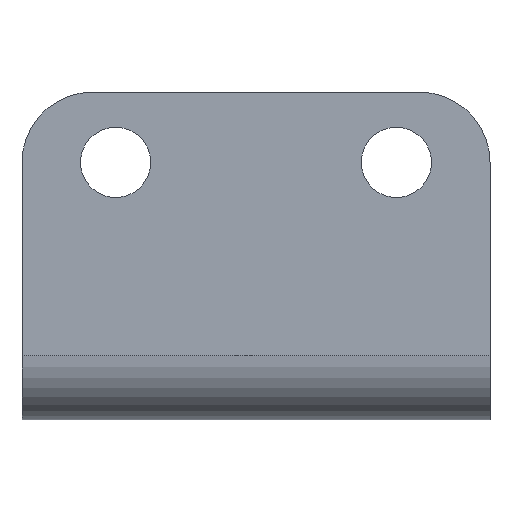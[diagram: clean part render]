
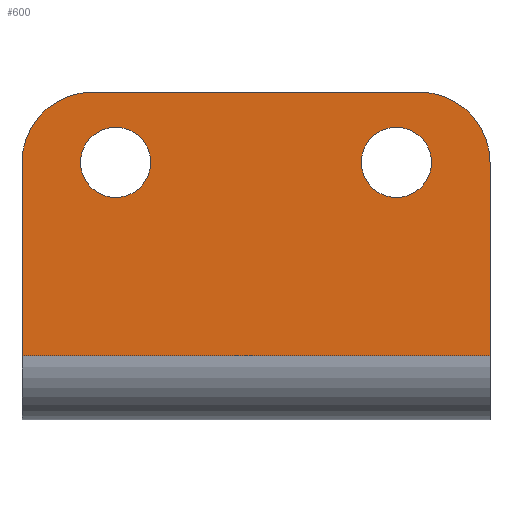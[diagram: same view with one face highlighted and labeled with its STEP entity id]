
A CAD part, front view. The second image highlights one B-rep face of the part: STEP entity #600.
In plain terms, the highlighted planar face has unit normal (0, -1, 0).
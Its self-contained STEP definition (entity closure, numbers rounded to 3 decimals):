
#22 = CARTESIAN_POINT ( 'NONE',  ( 10., -2., -11.263 ) ) ;
#25 = VECTOR ( 'NONE', #246, 1000. ) ;
#26 = EDGE_CURVE ( 'NONE', #413, #352, #329, .T. ) ;
#33 = ORIENTED_EDGE ( 'NONE', *, *, #586, .F. ) ;
#34 = ORIENTED_EDGE ( 'NONE', *, *, #65, .F. ) ;
#36 = ORIENTED_EDGE ( 'NONE', *, *, #767, .F. ) ;
#37 = EDGE_CURVE ( 'NONE', #270, #229, #581, .T. ) ;
#38 = VERTEX_POINT ( 'NONE', #135 ) ;
#39 = CIRCLE ( 'NONE', #159, 1.5 ) ;
#58 = CARTESIAN_POINT ( 'NONE',  ( 10., -2., -3. ) ) ;
#64 = ORIENTED_EDGE ( 'NONE', *, *, #394, .T. ) ;
#65 = EDGE_CURVE ( 'NONE', #352, #413, #226, .T. ) ;
#66 = LINE ( 'NONE', #616, #25 ) ;
#68 = FACE_BOUND ( 'NONE', #224, .T. ) ;
#69 = CARTESIAN_POINT ( 'NONE',  ( -10., -2., -11.263 ) ) ;
#72 = DIRECTION ( 'NONE',  ( 0., -1., 0. ) ) ;
#77 = AXIS2_PLACEMENT_3D ( 'NONE', #128, #191, #623 ) ;
#83 = LINE ( 'NONE', #632, #323 ) ;
#93 = ORIENTED_EDGE ( 'NONE', *, *, #653, .F. ) ;
#98 = AXIS2_PLACEMENT_3D ( 'NONE', #299, #432, #112 ) ;
#102 = VERTEX_POINT ( 'NONE', #257 ) ;
#112 = DIRECTION ( 'NONE',  ( 0., 0., 1. ) ) ;
#113 = DIRECTION ( 'NONE',  ( -1., 0., 0. ) ) ;
#128 = CARTESIAN_POINT ( 'NONE',  ( 6., -2., -3. ) ) ;
#133 = DIRECTION ( 'NONE',  ( 0., 0., 1. ) ) ;
#135 = CARTESIAN_POINT ( 'NONE',  ( -7., -2., 0. ) ) ;
#137 = CARTESIAN_POINT ( 'NONE',  ( 10., -2., 0. ) ) ;
#159 = AXIS2_PLACEMENT_3D ( 'NONE', #490, #361, #415 ) ;
#163 = EDGE_LOOP ( 'NONE', ( #36, #93 ) ) ;
#172 = EDGE_LOOP ( 'NONE', ( #458, #533, #64, #535, #33, #207 ) ) ;
#183 = CIRCLE ( 'NONE', #482, 1.5 ) ;
#191 = DIRECTION ( 'NONE',  ( 0., -1., 0. ) ) ;
#192 = FACE_OUTER_BOUND ( 'NONE', #172, .T. ) ;
#194 = CARTESIAN_POINT ( 'NONE',  ( 7., -2., -3. ) ) ;
#199 = EDGE_CURVE ( 'NONE', #287, #691, #278, .T. ) ;
#207 = ORIENTED_EDGE ( 'NONE', *, *, #199, .T. ) ;
#210 = DIRECTION ( 'NONE',  ( -1., 0., 0. ) ) ;
#214 = AXIS2_PLACEMENT_3D ( 'NONE', #194, #744, #133 ) ;
#224 = EDGE_LOOP ( 'NONE', ( #465, #34 ) ) ;
#226 = CIRCLE ( 'NONE', #77, 1.5 ) ;
#229 = VERTEX_POINT ( 'NONE', #69 ) ;
#237 = CARTESIAN_POINT ( 'NONE',  ( 10., -2., 0. ) ) ;
#246 = DIRECTION ( 'NONE',  ( 0., 0., -1. ) ) ;
#257 = CARTESIAN_POINT ( 'NONE',  ( -6., -2., -4.5 ) ) ;
#259 = CARTESIAN_POINT ( 'NONE',  ( 7., -2., 0. ) ) ;
#270 = VERTEX_POINT ( 'NONE', #22 ) ;
#274 = EDGE_CURVE ( 'NONE', #38, #645, #319, .T. ) ;
#278 = CIRCLE ( 'NONE', #214, 3. ) ;
#287 = VERTEX_POINT ( 'NONE', #58 ) ;
#299 = CARTESIAN_POINT ( 'NONE',  ( -7., -2., -3. ) ) ;
#310 = DIRECTION ( 'NONE',  ( 0., -1., 0. ) ) ;
#319 = CIRCLE ( 'NONE', #98, 3. ) ;
#320 = DIRECTION ( 'NONE',  ( 0., 0., -1. ) ) ;
#323 = VECTOR ( 'NONE', #320, 1000. ) ;
#329 = CIRCLE ( 'NONE', #354, 1.5 ) ;
#338 = VECTOR ( 'NONE', #113, 1000. ) ;
#352 = VERTEX_POINT ( 'NONE', #420 ) ;
#354 = AXIS2_PLACEMENT_3D ( 'NONE', #507, #310, #755 ) ;
#361 = DIRECTION ( 'NONE',  ( 0., -1., 0. ) ) ;
#394 = EDGE_CURVE ( 'NONE', #645, #229, #66, .T. ) ;
#402 = VERTEX_POINT ( 'NONE', #734 ) ;
#413 = VERTEX_POINT ( 'NONE', #484 ) ;
#415 = DIRECTION ( 'NONE',  ( 0., 0., 1. ) ) ;
#420 = CARTESIAN_POINT ( 'NONE',  ( 6., -2., -4.5 ) ) ;
#432 = DIRECTION ( 'NONE',  ( 0., -1., 0. ) ) ;
#440 = DIRECTION ( 'NONE',  ( 0., 1., 0. ) ) ;
#446 = CARTESIAN_POINT ( 'NONE',  ( -10., -2., -3. ) ) ;
#452 = FACE_BOUND ( 'NONE', #163, .T. ) ;
#457 = AXIS2_PLACEMENT_3D ( 'NONE', #137, #440, #674 ) ;
#458 = ORIENTED_EDGE ( 'NONE', *, *, #787, .T. ) ;
#465 = ORIENTED_EDGE ( 'NONE', *, *, #26, .F. ) ;
#482 = AXIS2_PLACEMENT_3D ( 'NONE', #693, #72, #576 ) ;
#484 = CARTESIAN_POINT ( 'NONE',  ( 6., -2., -1.5 ) ) ;
#490 = CARTESIAN_POINT ( 'NONE',  ( -6., -2., -3. ) ) ;
#507 = CARTESIAN_POINT ( 'NONE',  ( 6., -2., -3. ) ) ;
#533 = ORIENTED_EDGE ( 'NONE', *, *, #274, .T. ) ;
#535 = ORIENTED_EDGE ( 'NONE', *, *, #37, .F. ) ;
#542 = LINE ( 'NONE', #237, #338 ) ;
#560 = CARTESIAN_POINT ( 'NONE',  ( 10., -2., -11.263 ) ) ;
#576 = DIRECTION ( 'NONE',  ( 0., 0., 1. ) ) ;
#581 = LINE ( 'NONE', #560, #719 ) ;
#586 = EDGE_CURVE ( 'NONE', #287, #270, #83, .T. ) ;
#600 = ADVANCED_FACE ( 'NONE', ( #68, #452, #192 ), #750, .F. ) ;
#616 = CARTESIAN_POINT ( 'NONE',  ( -10., -2., 0. ) ) ;
#623 = DIRECTION ( 'NONE',  ( 0., 0., 1. ) ) ;
#632 = CARTESIAN_POINT ( 'NONE',  ( 10., -2., 0. ) ) ;
#645 = VERTEX_POINT ( 'NONE', #446 ) ;
#653 = EDGE_CURVE ( 'NONE', #102, #402, #183, .T. ) ;
#674 = DIRECTION ( 'NONE',  ( 0., 0., 1. ) ) ;
#691 = VERTEX_POINT ( 'NONE', #259 ) ;
#693 = CARTESIAN_POINT ( 'NONE',  ( -6., -2., -3. ) ) ;
#719 = VECTOR ( 'NONE', #210, 1000. ) ;
#734 = CARTESIAN_POINT ( 'NONE',  ( -6., -2., -1.5 ) ) ;
#744 = DIRECTION ( 'NONE',  ( 0., -1., 0. ) ) ;
#750 = PLANE ( 'NONE',  #457 ) ;
#755 = DIRECTION ( 'NONE',  ( 0., 0., 1. ) ) ;
#767 = EDGE_CURVE ( 'NONE', #402, #102, #39, .T. ) ;
#787 = EDGE_CURVE ( 'NONE', #691, #38, #542, .T. ) ;
